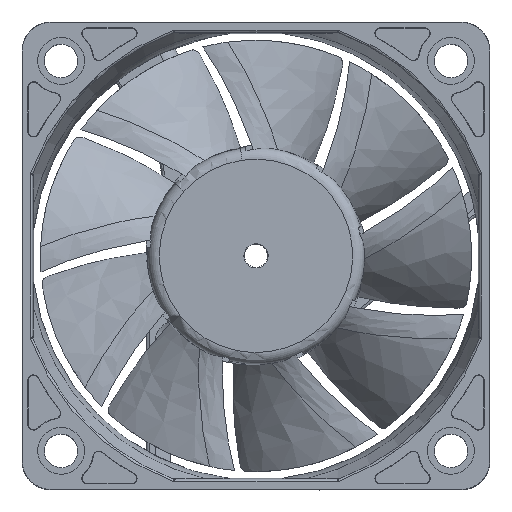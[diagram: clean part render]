
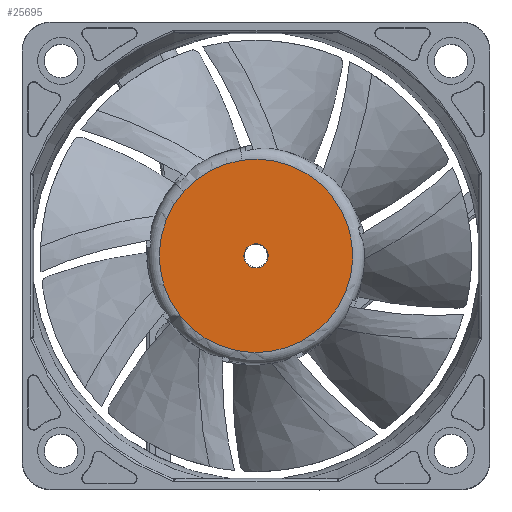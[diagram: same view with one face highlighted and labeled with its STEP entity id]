
A CAD part, top view. The second image highlights one B-rep face of the part: STEP entity #25695.
In plain terms, the highlighted planar face has unit normal (0, 0, 1).
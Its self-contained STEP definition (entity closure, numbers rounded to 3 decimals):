
#19089=CARTESIAN_POINT('',(0.,0.,6.2));
#19090=DIRECTION('',(0.,0.,-1.));
#19091=DIRECTION('',(-0.142,0.99,0.));
#19092=AXIS2_PLACEMENT_3D('',#19089,#19090,#19091);
#19094=CARTESIAN_POINT('',(0.,0.,6.2));
#19095=DIRECTION('',(0.,0.,-1.));
#19096=DIRECTION('',(-0.745,0.667,0.));
#19097=AXIS2_PLACEMENT_3D('',#19094,#19095,#19096);
#19099=CARTESIAN_POINT('',(0.,0.,6.2));
#19100=DIRECTION('',(0.,0.,1.));
#19101=DIRECTION('',(-0.745,0.667,0.));
#19102=AXIS2_PLACEMENT_3D('',#19099,#19100,#19101);
#19104=CARTESIAN_POINT('',(0.,0.,6.2));
#19105=DIRECTION('',(0.,0.,1.));
#19106=DIRECTION('',(-1.,0.,0.));
#19107=AXIS2_PLACEMENT_3D('',#19104,#19105,#19106);
#19109=CARTESIAN_POINT('',(0.,0.,6.2));
#19110=DIRECTION('',(0.,0.,1.));
#19111=DIRECTION('',(1.,0.,0.));
#19112=AXIS2_PLACEMENT_3D('',#19109,#19110,#19111);
#19114=CARTESIAN_POINT('',(0.,0.,6.2));
#19115=DIRECTION('',(0.,0.,1.));
#19116=DIRECTION('',(-0.142,0.99,0.));
#19117=AXIS2_PLACEMENT_3D('',#19114,#19115,#19116);
#19190=CARTESIAN_POINT('',(-9.241,8.268,6.2));
#19192=VERTEX_POINT('',#19190);
#19193=CARTESIAN_POINT('',(-1.764,12.274,6.2));
#19194=VERTEX_POINT('',#19193);
#19487=CARTESIAN_POINT('',(-0.221,1.536,6.2));
#19488=VERTEX_POINT('',#19487);
#19489=CARTESIAN_POINT('',(1.552,0.,6.2));
#19490=VERTEX_POINT('',#19489);
#19491=CARTESIAN_POINT('',(-1.552,0.,6.2));
#19492=VERTEX_POINT('',#19491);
#19493=CARTESIAN_POINT('',(-1.157,1.035,6.2));
#19494=VERTEX_POINT('',#19493);
#25680=CARTESIAN_POINT('',(-33.207,15.74,6.2));
#25681=DIRECTION('',(0.,0.,-1.));
#25682=DIRECTION('',(0.,-1.,0.));
#25683=AXIS2_PLACEMENT_3D('',#25680,#25681,#25682);
#25684=PLANE('',#25683);
#25685=ORIENTED_EDGE('',*,*,#19524,.T.);
#25686=ORIENTED_EDGE('',*,*,#19620,.T.);
#25687=EDGE_LOOP('',(#25685,#25686));
#25688=FACE_OUTER_BOUND('',#25687,.F.);
#25689=ORIENTED_EDGE('',*,*,#25657,.T.);
#25690=ORIENTED_EDGE('',*,*,#25655,.T.);
#25691=ORIENTED_EDGE('',*,*,#25653,.T.);
#25692=ORIENTED_EDGE('',*,*,#25674,.T.);
#25693=EDGE_LOOP('',(#25689,#25690,#25691,#25692));
#25694=FACE_BOUND('',#25693,.F.);
#19093=CIRCLE('',#19092,12.4);
#19098=CIRCLE('',#19097,12.4);
#19103=CIRCLE('',#19102,1.552);
#19108=CIRCLE('',#19107,1.552);
#19113=CIRCLE('',#19112,1.552);
#19118=CIRCLE('',#19117,1.552);
#19524=EDGE_CURVE('',#19194,#19192,#19093,.T.);
#19620=EDGE_CURVE('',#19192,#19194,#19098,.T.);
#25653=EDGE_CURVE('',#19490,#19488,#19113,.T.);
#25655=EDGE_CURVE('',#19492,#19490,#19108,.T.);
#25657=EDGE_CURVE('',#19494,#19492,#19103,.T.);
#25674=EDGE_CURVE('',#19488,#19494,#19118,.T.);
#25695=ADVANCED_FACE('',(#25688,#25694),#25684,.F.);
